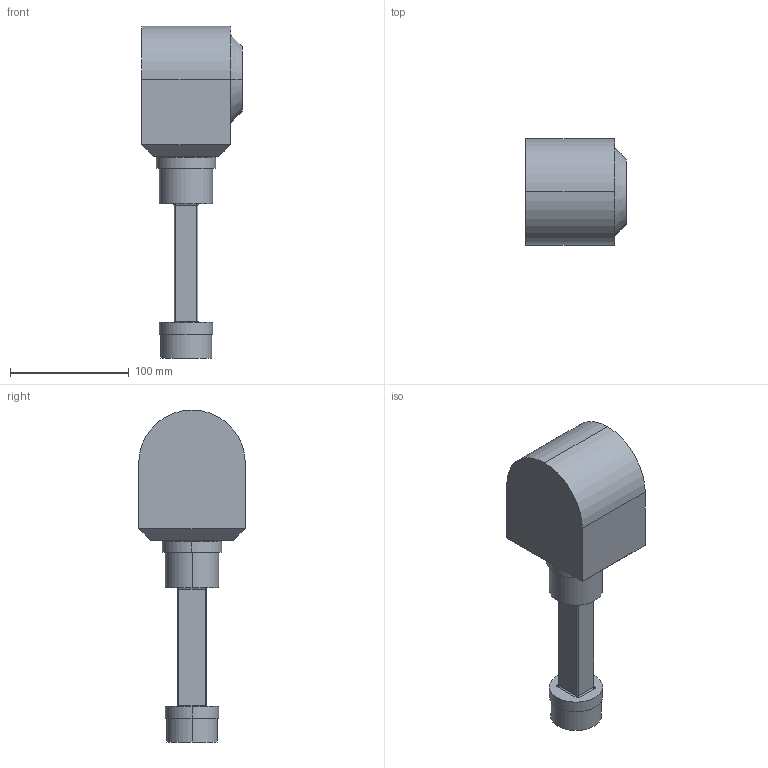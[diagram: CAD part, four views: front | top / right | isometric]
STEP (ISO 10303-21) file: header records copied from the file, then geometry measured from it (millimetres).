
FILE_DESCRIPTION (( 'STEP AP203' ), '1' );
FILE_NAME ('Link_3_Default_sldprt.STEP', '2025-07-04T14:17:04', ( '' ), ( '' ), 'SwSTEP 2.0', 'SolidWorks 2021', '' );
FILE_SCHEMA (( 'CONFIG_CONTROL_DESIGN' ));
Length unit declared in the file: millimetre
Products named in the file (1): Link_3_Default_sldprt
Bounding box: 85 x 90 x 280 mm (x, y, z)
Volume: 832509.3 mm3; surface area: 68162.7 mm2
Topology: 1 solids, 1 shells, 89 faces, 185 edges, 116 vertices
Faces by surface type: cylinder 46, plane 31, torus 10, cone 2
Entity records: 2468 total; most frequent: DIRECTION 473, CARTESIAN_POINT 391, ORIENTED_EDGE 370, AXIS2_PLACEMENT_3D 198, EDGE_CURVE 185, VERTEX_POINT 116, CIRCLE 108, EDGE_LOOP 107
